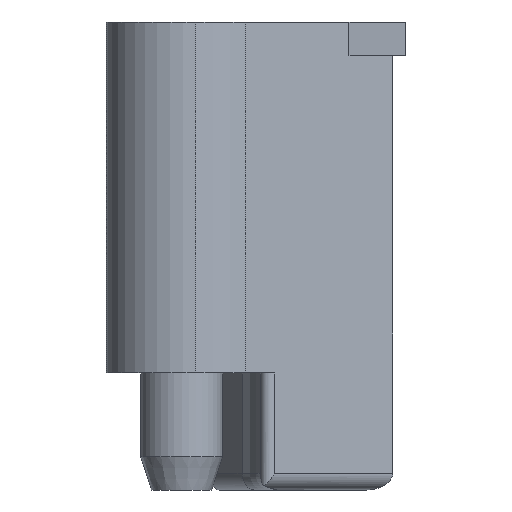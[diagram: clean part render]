
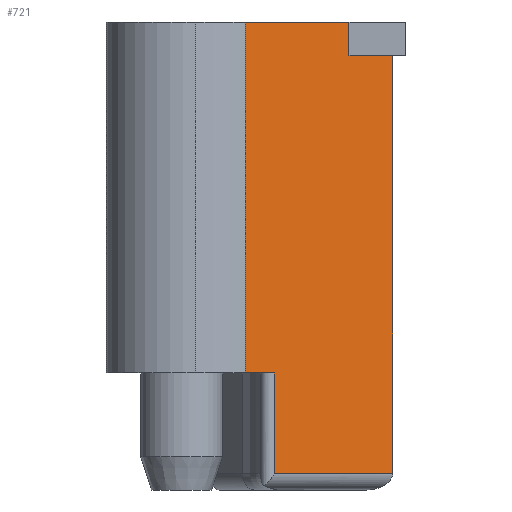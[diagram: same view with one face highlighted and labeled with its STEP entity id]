
A CAD part, front view. The second image highlights one B-rep face of the part: STEP entity #721.
In plain terms, the highlighted planar face has unit normal (0.643, -0.766, 0).
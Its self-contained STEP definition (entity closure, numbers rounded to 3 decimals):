
#28=PLANE('',#782);
#60=FACE_OUTER_BOUND('',#102,.T.);
#102=EDGE_LOOP('',(#508,#509,#510,#511,#512,#513,#514,#515));
#144=LINE('',#1063,#226);
#146=LINE('',#1080,#228);
#147=LINE('',#1082,#229);
#148=LINE('',#1084,#230);
#149=LINE('',#1086,#231);
#150=LINE('',#1088,#232);
#151=LINE('',#1090,#233);
#152=LINE('',#1091,#234);
#226=VECTOR('',#851,10.);
#228=VECTOR('',#857,10.);
#229=VECTOR('',#858,10.);
#230=VECTOR('',#859,10.);
#231=VECTOR('',#860,10.);
#232=VECTOR('',#861,10.);
#233=VECTOR('',#862,10.);
#234=VECTOR('',#863,10.);
#327=VERTEX_POINT('',#1053);
#328=VERTEX_POINT('',#1062);
#331=VERTEX_POINT('',#1079);
#332=VERTEX_POINT('',#1081);
#333=VERTEX_POINT('',#1083);
#334=VERTEX_POINT('',#1085);
#335=VERTEX_POINT('',#1087);
#336=VERTEX_POINT('',#1089);
#396=EDGE_CURVE('',#327,#328,#144,.T.);
#400=EDGE_CURVE('',#328,#331,#146,.T.);
#401=EDGE_CURVE('',#332,#327,#147,.T.);
#402=EDGE_CURVE('',#332,#333,#148,.T.);
#403=EDGE_CURVE('',#333,#334,#149,.T.);
#404=EDGE_CURVE('',#334,#335,#150,.T.);
#405=EDGE_CURVE('',#335,#336,#151,.T.);
#406=EDGE_CURVE('',#336,#331,#152,.T.);
#508=ORIENTED_EDGE('',*,*,#400,.F.);
#509=ORIENTED_EDGE('',*,*,#396,.F.);
#510=ORIENTED_EDGE('',*,*,#401,.F.);
#511=ORIENTED_EDGE('',*,*,#402,.T.);
#512=ORIENTED_EDGE('',*,*,#403,.T.);
#513=ORIENTED_EDGE('',*,*,#404,.T.);
#514=ORIENTED_EDGE('',*,*,#405,.T.);
#515=ORIENTED_EDGE('',*,*,#406,.T.);
#721=ADVANCED_FACE('',(#60),#28,.T.);
#782=AXIS2_PLACEMENT_3D('',#1078,#855,#856);
#851=DIRECTION('',(0.,0.,1.));
#855=DIRECTION('center_axis',(0.643,-0.766,0.));
#856=DIRECTION('ref_axis',(-0.766,-0.643,0.));
#857=DIRECTION('',(-0.766,-0.643,0.));
#858=DIRECTION('',(-0.766,-0.643,0.));
#859=DIRECTION('',(0.,0.,1.));
#860=DIRECTION('',(-0.766,-0.643,0.));
#861=DIRECTION('',(0.,0.,1.));
#862=DIRECTION('',(-0.766,-0.643,0.));
#863=DIRECTION('',(0.,0.,-1.));
#1053=CARTESIAN_POINT('',(5.542,-1.554,-27.));
#1062=CARTESIAN_POINT('',(5.542,-1.554,-21.));
#1063=CARTESIAN_POINT('',(5.542,-1.554,-21.));
#1078=CARTESIAN_POINT('Origin',(12.756,4.5,0.));
#1079=CARTESIAN_POINT('',(3.796,-3.019,-21.));
#1080=CARTESIAN_POINT('',(14.175,5.69,-21.));
#1081=CARTESIAN_POINT('',(12.637,4.4,-27.));
#1082=CARTESIAN_POINT('',(12.659,4.418,-27.));
#1083=CARTESIAN_POINT('',(12.637,4.4,-2.));
#1084=CARTESIAN_POINT('',(12.637,4.4,0.));
#1085=CARTESIAN_POINT('',(10.015,2.2,-2.));
#1086=CARTESIAN_POINT('',(11.673,3.591,-2.));
#1087=CARTESIAN_POINT('',(10.015,2.2,0.));
#1088=CARTESIAN_POINT('',(10.015,2.2,0.));
#1089=CARTESIAN_POINT('',(3.796,-3.019,0.));
#1090=CARTESIAN_POINT('',(12.756,4.5,0.));
#1091=CARTESIAN_POINT('',(3.796,-3.019,0.));
